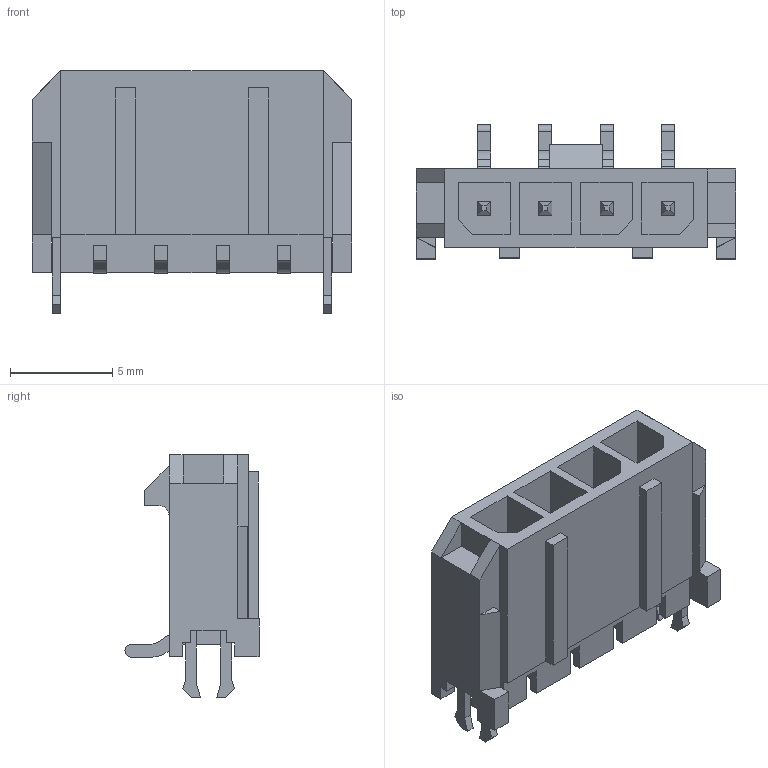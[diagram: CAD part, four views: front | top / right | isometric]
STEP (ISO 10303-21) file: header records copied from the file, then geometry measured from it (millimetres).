
FILE_DESCRIPTION((''),'2;1');
FILE_NAME('436500421','2013-12-20T',('me'),(''),'PRO/ENGINEER BY PARAMETRIC TECHNOLOGY CORPORATION, 2011490','PRO/ENGINEER BY PARAMETRIC TECHNOLOGY CORPORATION, 2011490','');
FILE_SCHEMA(('CONFIG_CONTROL_DESIGN'));
Length unit declared in the file: millimetre
Products named in the file (1): 436500421
Bounding box: 15.65 x 6.57 x 11.9 mm (x, y, z)
Volume: 387 mm3; surface area: 959 mm2
Topology: 2 solids, 2 shells, 312 faces, 847 edges, 552 vertices
Faces by surface type: plane 291, cylinder 21
Entity records: 9620 total; most frequent: CARTESIAN_POINT 1692, ORIENTED_EDGE 1654, DIRECTION 1535, EDGE_CURVE 827, VECTOR 785, LINE 785, VERTEX_POINT 532, AXIS2_PLACEMENT_3D 375
